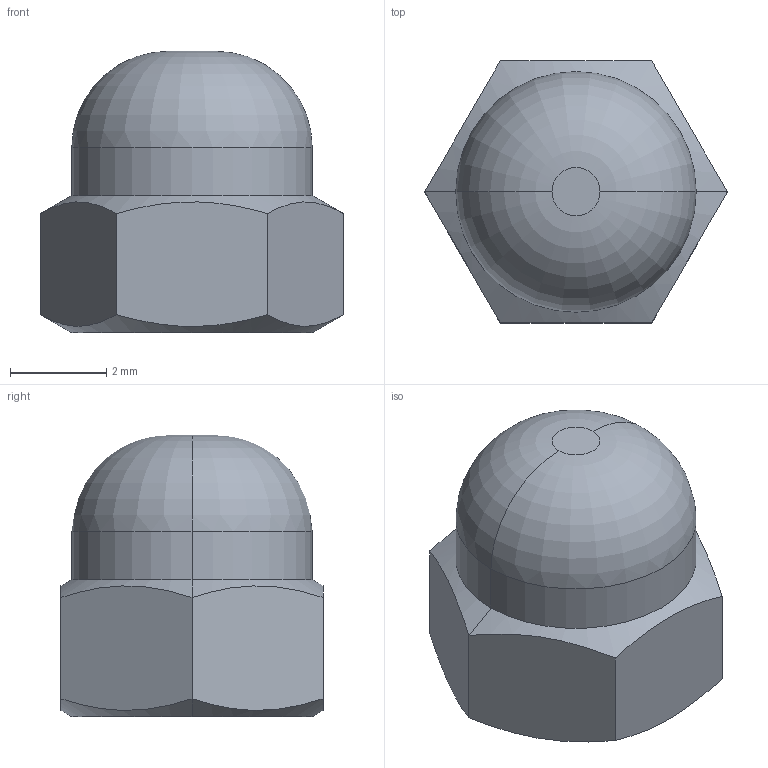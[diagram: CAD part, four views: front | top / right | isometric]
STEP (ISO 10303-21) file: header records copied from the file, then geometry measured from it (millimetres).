
FILE_DESCRIPTION (( 'STEP AP214' ), '1' );
FILE_NAME ('Cap nut M3.STEP', '2021-06-04T11:05:45', ( '' ), ( '' ), 'SwSTEP 2.0', 'SolidWorks 2016', '' );
FILE_SCHEMA (( 'AUTOMOTIVE_DESIGN' ));
Length unit declared in the file: millimetre
Products named in the file (2): Cap nut M3
Bounding box: 6.29 x 5.45 x 5.85 mm (x, y, z)
Volume: 99.5 mm3; surface area: 180.1 mm2
Topology: 1 solids, 1 shells, 30 faces, 70 edges, 44 vertices
Faces by surface type: cylinder 12, plane 10, cone 4, torus 2, bspline 2
Entity records: 1612 total; most frequent: CARTESIAN_POINT 954, ORIENTED_EDGE 140, DIRECTION 113, EDGE_CURVE 70, AXIS2_PLACEMENT_3D 46, VERTEX_POINT 44, EDGE_LOOP 32, ADVANCED_FACE 30
